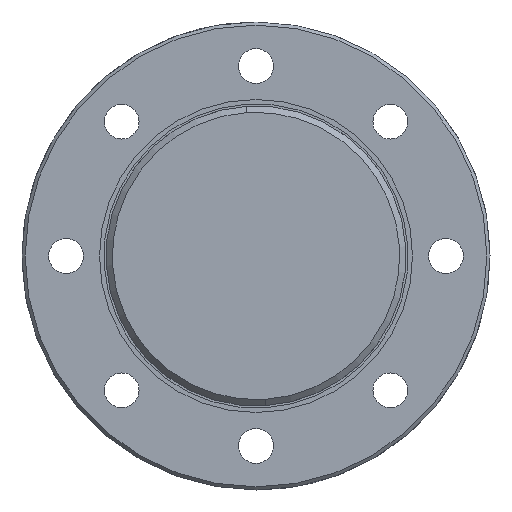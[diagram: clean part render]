
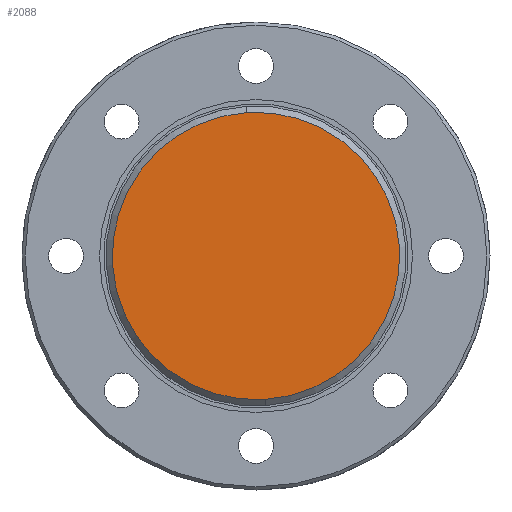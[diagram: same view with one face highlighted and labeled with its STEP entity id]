
A CAD part, front view. The second image highlights one B-rep face of the part: STEP entity #2088.
In plain terms, the highlighted planar face has unit normal (0, -1, 0).
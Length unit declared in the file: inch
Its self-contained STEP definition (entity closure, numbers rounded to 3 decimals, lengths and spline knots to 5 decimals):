
#6 = AXIS2_PLACEMENT_3D ( 'NONE', #1681, #1687, #1688 ) ;
#123 = DIRECTION ( 'NONE',  ( 0., -1., 0. ) ) ;
#124 = DIRECTION ( 'NONE',  ( -0.065, 0., 0.998 ) ) ;
#125 = CARTESIAN_POINT ( 'NONE',  ( 0., 0.009, 0. ) ) ;
#138 = CARTESIAN_POINT ( 'NONE',  ( 0., 0.009, 0. ) ) ;
#140 = DIRECTION ( 'NONE',  ( 0., -1., 0. ) ) ;
#142 = DIRECTION ( 'NONE',  ( -0.065, 0., 0.998 ) ) ;
#508 = EDGE_CURVE ( 'NONE', #707, #623, #1759, .T. ) ;
#543 = EDGE_CURVE ( 'NONE', #623, #707, #1777, .T. ) ;
#572 = ORIENTED_EDGE ( 'NONE', *, *, #543, .T. ) ;
#623 = VERTEX_POINT ( 'NONE', #1357 ) ;
#707 = VERTEX_POINT ( 'NONE', #1242 ) ;
#786 = ORIENTED_EDGE ( 'NONE', *, *, #508, .T. ) ;
#1108 = EDGE_LOOP ( 'NONE', ( #786, #572 ) ) ;
#1242 = CARTESIAN_POINT ( 'NONE',  ( 0.08981, 0.009, -1.36956 ) ) ;
#1357 = CARTESIAN_POINT ( 'NONE',  ( -0.08981, 0.009, 1.36956 ) ) ;
#1545 = FACE_OUTER_BOUND ( 'NONE', #1108, .T. ) ;
#1546 = PLANE ( 'NONE',  #6 ) ;
#1681 = CARTESIAN_POINT ( 'NONE',  ( 0., 0.009, 0. ) ) ;
#1687 = DIRECTION ( 'NONE',  ( 0., -1., 0. ) ) ;
#1688 = DIRECTION ( 'NONE',  ( -0.065, 0., 0.998 ) ) ;
#1731 = AXIS2_PLACEMENT_3D ( 'NONE', #138, #140, #142 ) ;
#1744 = AXIS2_PLACEMENT_3D ( 'NONE', #125, #123, #124 ) ;
#1759 = CIRCLE ( 'NONE', #1731, 1.3725 ) ;
#1777 = CIRCLE ( 'NONE', #1744, 1.3725 ) ;
#2088 = ADVANCED_FACE ( 'NONE', ( #1545 ), #1546, .T. ) ;
